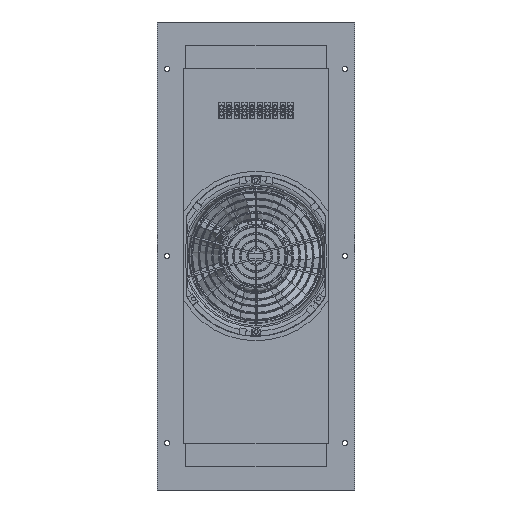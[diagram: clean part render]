
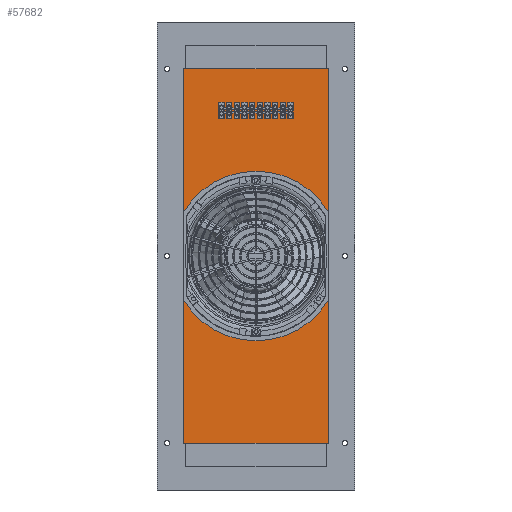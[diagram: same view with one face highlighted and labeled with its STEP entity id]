
A CAD part, front view. The second image highlights one B-rep face of the part: STEP entity #57682.
In plain terms, the highlighted face is planar.
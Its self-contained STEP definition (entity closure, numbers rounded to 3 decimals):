
#200 = VERTEX_POINT ( 'NONE', #41123 ) ;
#2431 = DIRECTION ( 'NONE',  ( -1., 0., 0. ) ) ;
#6905 = DIRECTION ( 'NONE',  ( 0., 0., -1. ) ) ;
#7251 = EDGE_LOOP ( 'NONE', ( #47248, #60989, #20544, #8659 ) ) ;
#7989 = PLANE ( 'NONE',  #61179 ) ;
#8066 = LINE ( 'NONE', #31655, #35354 ) ;
#8659 = ORIENTED_EDGE ( 'NONE', *, *, #47565, .T. ) ;
#8968 = VECTOR ( 'NONE', #54551, 1000. ) ;
#11512 = DIRECTION ( 'NONE',  ( 0., 0., -1. ) ) ;
#16878 = LINE ( 'NONE', #54159, #58582 ) ;
#17080 = EDGE_CURVE ( 'NONE', #58078, #61294, #16878, .T. ) ;
#20544 = ORIENTED_EDGE ( 'NONE', *, *, #43521, .F. ) ;
#22936 = VECTOR ( 'NONE', #11512, 1000. ) ;
#25802 = CARTESIAN_POINT ( 'NONE',  ( 145.521, 51., 0. ) ) ;
#25807 = FACE_OUTER_BOUND ( 'NONE', #7251, .T. ) ;
#31645 = CARTESIAN_POINT ( 'NONE',  ( -8.479, 51., 0. ) ) ;
#31655 = CARTESIAN_POINT ( 'NONE',  ( -8.479, 51., 0. ) ) ;
#31672 = CARTESIAN_POINT ( 'NONE',  ( -8.479, 51., 400. ) ) ;
#35354 = VECTOR ( 'NONE', #2431, 1000. ) ;
#35814 = LINE ( 'NONE', #40516, #22936 ) ;
#35899 = CARTESIAN_POINT ( 'NONE',  ( -8.479, 51., 400. ) ) ;
#36695 = EDGE_CURVE ( 'NONE', #45685, #61294, #8066, .T. ) ;
#38249 = DIRECTION ( 'NONE',  ( 1., 0., 0. ) ) ;
#38452 = DIRECTION ( 'NONE',  ( 0., -1., 0. ) ) ;
#40516 = CARTESIAN_POINT ( 'NONE',  ( 145.521, 51., 400. ) ) ;
#41123 = CARTESIAN_POINT ( 'NONE',  ( 145.521, 51., 400. ) ) ;
#42485 = CARTESIAN_POINT ( 'NONE',  ( -8.479, 51., 400. ) ) ;
#43521 = EDGE_CURVE ( 'NONE', #200, #58078, #49851, .T. ) ;
#45685 = VERTEX_POINT ( 'NONE', #25802 ) ;
#47248 = ORIENTED_EDGE ( 'NONE', *, *, #36695, .T. ) ;
#47565 = EDGE_CURVE ( 'NONE', #200, #45685, #35814, .T. ) ;
#49851 = LINE ( 'NONE', #35899, #8968 ) ;
#54159 = CARTESIAN_POINT ( 'NONE',  ( -8.479, 51., 400. ) ) ;
#54551 = DIRECTION ( 'NONE',  ( -1., 0., 0. ) ) ;
#57682 = ADVANCED_FACE ( 'NONE', ( #25807 ), #7989, .F. ) ;
#58078 = VERTEX_POINT ( 'NONE', #31672 ) ;
#58582 = VECTOR ( 'NONE', #6905, 1000. ) ;
#60989 = ORIENTED_EDGE ( 'NONE', *, *, #17080, .F. ) ;
#61179 = AXIS2_PLACEMENT_3D ( 'NONE', #42485, #38452, #38249 ) ;
#61294 = VERTEX_POINT ( 'NONE', #31645 ) ;
